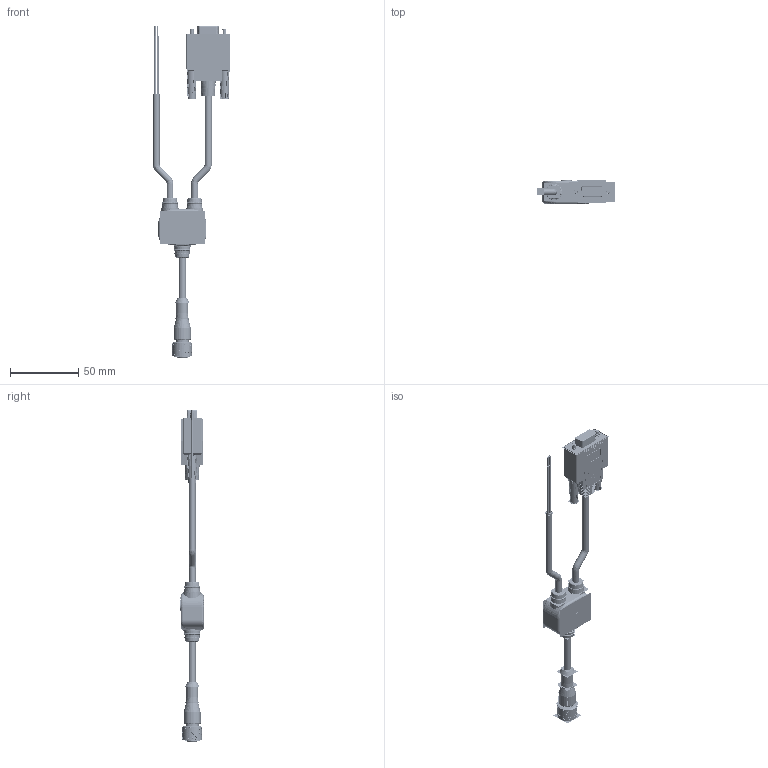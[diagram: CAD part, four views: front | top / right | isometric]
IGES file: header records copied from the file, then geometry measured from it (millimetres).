
Start section:  PTC IGES file: 218171.igs
Global section: file name: 218171.igs; native system: Creo Parametric by PTC Inc.; preprocessor: 2019292; author: PDMAdmin; organization: Unknown; date: 20210125.084033; units: millimetre
Bounding box: 57.45 x 17.34 x 243.64 mm (x, y, z)
Volume: 41178.7 mm3; surface area: 387921.8 mm2
Topology: 16 solids, 88 shells, 11276 faces, 50490 edges, 60264 vertices
Faces by surface type: bspline 8936, revolution 2340
